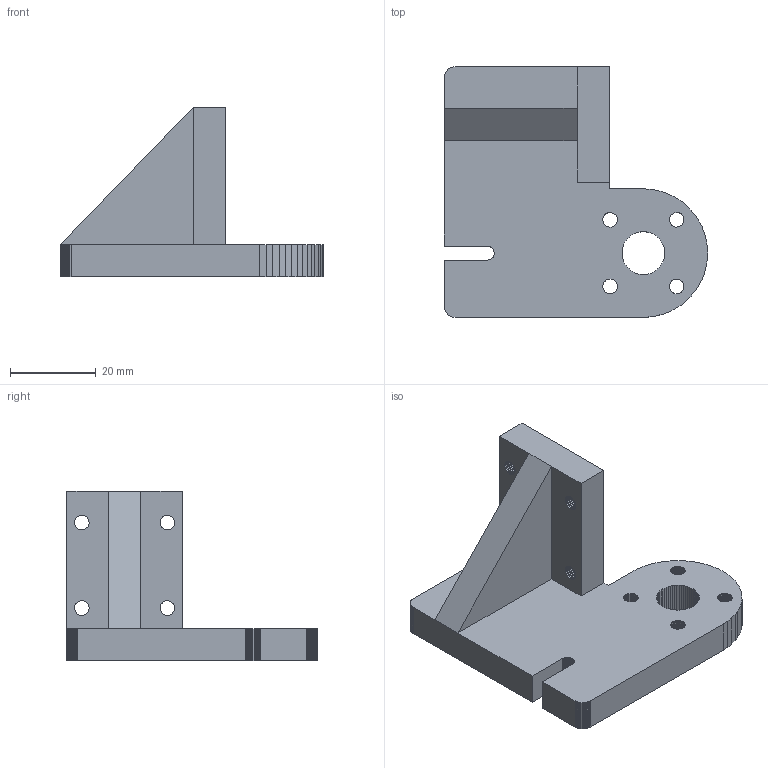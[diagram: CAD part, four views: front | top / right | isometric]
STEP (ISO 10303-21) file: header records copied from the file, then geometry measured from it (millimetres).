
FILE_DESCRIPTION(('FreeCAD Model'),'2;1');
FILE_NAME('z-yoke.step', '2020-01-21T10:15:34',('Author'),(''), 'Open CASCADE STEP processor 7.3','FreeCAD','Unknown');
FILE_SCHEMA(('AUTOMOTIVE_DESIGN { 1 0 10303 214 1 1 1 1 }'));
Length unit declared in the file: millimetre
Products named in the file (1): z_yoke001_(Solid)001
Bounding box: 61.5 x 58.5 x 39.7 mm (x, y, z)
Volume: 30171.7 mm3; surface area: 11117.1 mm2
Topology: 1 solids, 1 shells, 502 faces, 1496 edges, 996 vertices
Faces by surface type: plane 502
Entity records: 35988 total; most frequent: CARTESIAN_POINT 5992, DIRECTION 5489, LINE 4483, VECTOR 4483, ORIENTED_EDGE 2992, PCURVE 2992, DEFINITIONAL_REPRESENTATION 2992, EDGE_CURVE 1496
